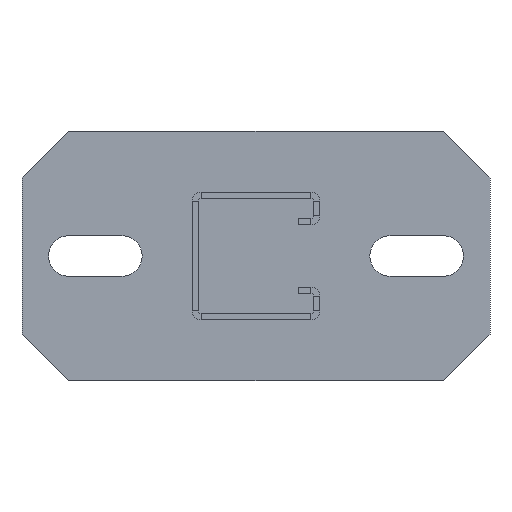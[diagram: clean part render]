
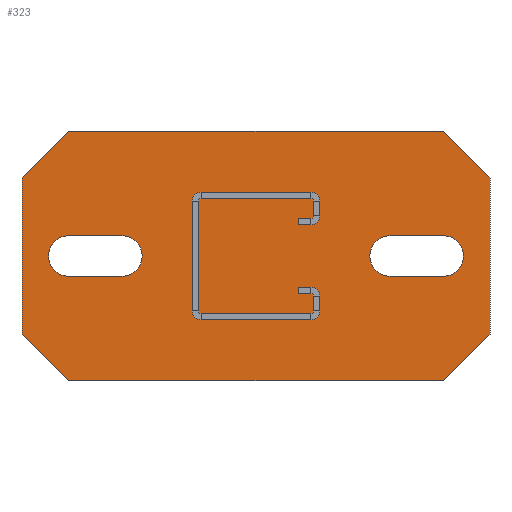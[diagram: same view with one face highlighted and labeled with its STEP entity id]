
A CAD part, front view. The second image highlights one B-rep face of the part: STEP entity #323.
In plain terms, the highlighted face is planar.
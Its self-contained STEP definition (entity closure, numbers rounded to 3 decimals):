
#9=DIRECTION('',(-0.707,0.707,0.));
#10=VECTOR('',#9,21.213);
#11=CARTESIAN_POINT('',(-1235.167,32.968,6.));
#12=LINE('',#11,#10);
#13=DIRECTION('',(0.,1.,0.));
#14=VECTOR('',#13,50.);
#15=CARTESIAN_POINT('',(-1235.167,-17.032,6.));
#16=LINE('',#15,#14);
#17=DIRECTION('',(0.707,0.707,0.));
#18=VECTOR('',#17,21.213);
#19=CARTESIAN_POINT('',(-1250.167,-32.032,6.));
#20=LINE('',#19,#18);
#21=DIRECTION('',(1.,0.,0.));
#22=VECTOR('',#21,120.);
#23=CARTESIAN_POINT('',(-1370.167,-32.032,6.));
#24=LINE('',#23,#22);
#25=DIRECTION('',(0.707,-0.707,0.));
#26=VECTOR('',#25,21.213);
#27=CARTESIAN_POINT('',(-1385.167,-17.032,6.));
#28=LINE('',#27,#26);
#29=DIRECTION('',(0.,-1.,0.));
#30=VECTOR('',#29,50.);
#31=CARTESIAN_POINT('',(-1385.167,32.968,6.));
#32=LINE('',#31,#30);
#33=DIRECTION('',(-0.707,-0.707,0.));
#34=VECTOR('',#33,21.213);
#35=CARTESIAN_POINT('',(-1370.167,47.968,6.));
#36=LINE('',#35,#34);
#37=DIRECTION('',(-1.,0.,0.));
#38=VECTOR('',#37,120.);
#39=CARTESIAN_POINT('',(-1250.167,47.968,6.));
#40=LINE('',#39,#38);
#41=CARTESIAN_POINT('',(-1370.167,7.968,6.));
#42=DIRECTION('',(0.,0.,-1.));
#43=DIRECTION('',(0.,-1.,0.));
#44=AXIS2_PLACEMENT_3D('',#41,#42,#43);
#46=CARTESIAN_POINT('',(-1353.167,7.968,6.));
#47=DIRECTION('',(0.,0.,-1.));
#48=DIRECTION('',(0.,1.,0.));
#49=AXIS2_PLACEMENT_3D('',#46,#47,#48);
#51=CARTESIAN_POINT('',(-1250.167,7.968,6.));
#52=DIRECTION('',(0.,0.,-1.));
#53=DIRECTION('',(0.,1.,0.));
#54=AXIS2_PLACEMENT_3D('',#51,#52,#53);
#56=CARTESIAN_POINT('',(-1267.167,7.968,6.));
#57=DIRECTION('',(0.,0.,-1.));
#58=DIRECTION('',(0.,-1.,0.));
#59=AXIS2_PLACEMENT_3D('',#56,#57,#58);
#145=DIRECTION('',(-1.,0.,0.));
#146=VECTOR('',#145,17.);
#147=CARTESIAN_POINT('',(-1353.167,14.468,6.));
#148=LINE('',#147,#146);
#161=DIRECTION('',(1.,0.,0.));
#162=VECTOR('',#161,17.);
#163=CARTESIAN_POINT('',(-1370.167,1.468,6.));
#164=LINE('',#163,#162);
#177=DIRECTION('',(1.,0.,0.));
#178=VECTOR('',#177,17.);
#179=CARTESIAN_POINT('',(-1267.167,1.468,6.));
#180=LINE('',#179,#178);
#193=DIRECTION('',(-1.,0.,0.));
#194=VECTOR('',#193,17.);
#195=CARTESIAN_POINT('',(-1250.167,14.468,6.));
#196=LINE('',#195,#194);
#201=CARTESIAN_POINT('',(-1370.167,1.468,6.));
#202=CARTESIAN_POINT('',(-1370.167,14.468,6.));
#203=VERTEX_POINT('',#201);
#204=VERTEX_POINT('',#202);
#209=CARTESIAN_POINT('',(-1353.167,14.468,6.));
#210=VERTEX_POINT('',#209);
#213=CARTESIAN_POINT('',(-1353.167,1.468,6.));
#214=VERTEX_POINT('',#213);
#217=CARTESIAN_POINT('',(-1250.167,14.468,6.));
#218=CARTESIAN_POINT('',(-1250.167,1.468,6.));
#219=VERTEX_POINT('',#217);
#220=VERTEX_POINT('',#218);
#225=CARTESIAN_POINT('',(-1267.167,1.468,6.));
#226=VERTEX_POINT('',#225);
#229=CARTESIAN_POINT('',(-1267.167,14.468,6.));
#230=VERTEX_POINT('',#229);
#233=CARTESIAN_POINT('',(-1235.167,32.968,6.));
#234=CARTESIAN_POINT('',(-1250.167,47.968,6.));
#235=VERTEX_POINT('',#233);
#236=VERTEX_POINT('',#234);
#241=CARTESIAN_POINT('',(-1235.167,-17.032,6.));
#242=VERTEX_POINT('',#241);
#245=CARTESIAN_POINT('',(-1250.167,-32.032,6.));
#246=VERTEX_POINT('',#245);
#249=CARTESIAN_POINT('',(-1370.167,-32.032,6.));
#250=VERTEX_POINT('',#249);
#253=CARTESIAN_POINT('',(-1385.167,-17.032,6.));
#254=VERTEX_POINT('',#253);
#257=CARTESIAN_POINT('',(-1385.167,32.968,6.));
#258=VERTEX_POINT('',#257);
#261=CARTESIAN_POINT('',(-1370.167,47.968,6.));
#262=VERTEX_POINT('',#261);
#281=CARTESIAN_POINT('',(-1310.167,7.968,6.));
#282=DIRECTION('',(0.,0.,1.));
#283=DIRECTION('',(1.,0.,0.));
#284=AXIS2_PLACEMENT_3D('',#281,#282,#283);
#285=PLANE('',#284);
#287=ORIENTED_EDGE('',*,*,#286,.F.);
#289=ORIENTED_EDGE('',*,*,#288,.F.);
#291=ORIENTED_EDGE('',*,*,#290,.F.);
#293=ORIENTED_EDGE('',*,*,#292,.F.);
#295=ORIENTED_EDGE('',*,*,#294,.F.);
#297=ORIENTED_EDGE('',*,*,#296,.F.);
#299=ORIENTED_EDGE('',*,*,#298,.F.);
#301=ORIENTED_EDGE('',*,*,#300,.F.);
#302=EDGE_LOOP('',(#287,#289,#291,#293,#295,#297,#299,#301));
#303=FACE_OUTER_BOUND('',#302,.F.);
#304=ORIENTED_EDGE('',*,*,#270,.F.);
#306=ORIENTED_EDGE('',*,*,#305,.T.);
#308=ORIENTED_EDGE('',*,*,#307,.F.);
#310=ORIENTED_EDGE('',*,*,#309,.T.);
#311=EDGE_LOOP('',(#304,#306,#308,#310));
#312=FACE_BOUND('',#311,.F.);
#314=ORIENTED_EDGE('',*,*,#313,.F.);
#316=ORIENTED_EDGE('',*,*,#315,.T.);
#318=ORIENTED_EDGE('',*,*,#317,.F.);
#320=ORIENTED_EDGE('',*,*,#319,.T.);
#321=EDGE_LOOP('',(#314,#316,#318,#320));
#322=FACE_BOUND('',#321,.F.);
#323=ADVANCED_FACE('',(#303,#312,#322),#285,.T.);
#45=CIRCLE('',#44,6.5);
#50=CIRCLE('',#49,6.5);
#55=CIRCLE('',#54,6.5);
#60=CIRCLE('',#59,6.5);
#270=EDGE_CURVE('',#203,#204,#45,.T.);
#286=EDGE_CURVE('',#235,#236,#12,.T.);
#288=EDGE_CURVE('',#242,#235,#16,.T.);
#290=EDGE_CURVE('',#246,#242,#20,.T.);
#292=EDGE_CURVE('',#250,#246,#24,.T.);
#294=EDGE_CURVE('',#254,#250,#28,.T.);
#296=EDGE_CURVE('',#258,#254,#32,.T.);
#298=EDGE_CURVE('',#262,#258,#36,.T.);
#300=EDGE_CURVE('',#236,#262,#40,.T.);
#305=EDGE_CURVE('',#203,#214,#164,.T.);
#307=EDGE_CURVE('',#210,#214,#50,.T.);
#309=EDGE_CURVE('',#210,#204,#148,.T.);
#313=EDGE_CURVE('',#219,#220,#55,.T.);
#315=EDGE_CURVE('',#219,#230,#196,.T.);
#317=EDGE_CURVE('',#226,#230,#60,.T.);
#319=EDGE_CURVE('',#226,#220,#180,.T.);
